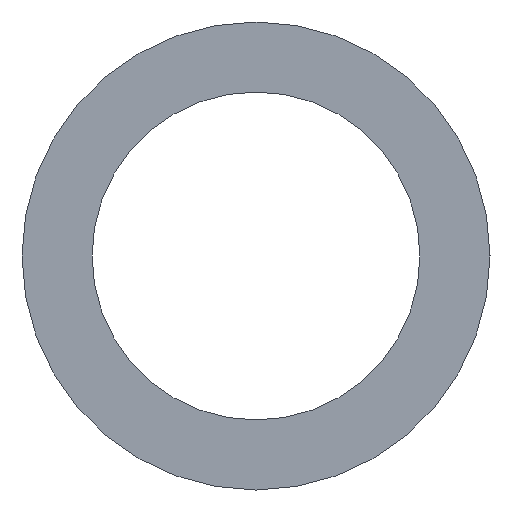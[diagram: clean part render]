
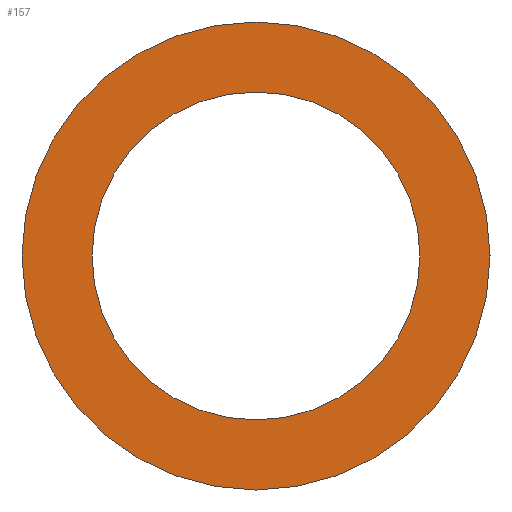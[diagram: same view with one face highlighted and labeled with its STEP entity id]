
A CAD part, left-side view. The second image highlights one B-rep face of the part: STEP entity #157.
In plain terms, the highlighted planar face has unit normal (-1, 0, 0).
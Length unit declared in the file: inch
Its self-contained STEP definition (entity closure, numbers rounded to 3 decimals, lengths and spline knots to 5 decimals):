
#5 = DIRECTION ( 'NONE',  ( 0., 0., -1. ) ) ;
#6 = PLANE ( 'NONE',  #184 ) ;
#20 = VERTEX_POINT ( 'NONE', #21 ) ;
#21 = CARTESIAN_POINT ( 'NONE',  ( 0., 0., -0.3375 ) ) ;
#22 = AXIS2_PLACEMENT_3D ( 'NONE', #39, #77, #91 ) ;
#28 = CARTESIAN_POINT ( 'NONE',  ( 0., 0., 0. ) ) ;
#31 = CIRCLE ( 'NONE', #131, 0.3375 ) ;
#35 = ORIENTED_EDGE ( 'NONE', *, *, #172, .F. ) ;
#36 = DIRECTION ( 'NONE',  ( 0., 0., -1. ) ) ;
#39 = CARTESIAN_POINT ( 'NONE',  ( 0., 0., 0. ) ) ;
#42 = DIRECTION ( 'NONE',  ( 0., 0., -1. ) ) ;
#43 = FACE_BOUND ( 'NONE', #206, .T. ) ;
#52 = DIRECTION ( 'NONE',  ( 1., 0., 0. ) ) ;
#53 = EDGE_CURVE ( 'NONE', #73, #95, #112, .T. ) ;
#54 = ORIENTED_EDGE ( 'NONE', *, *, #53, .T. ) ;
#55 = CARTESIAN_POINT ( 'NONE',  ( 0., 0., 0.2365 ) ) ;
#57 = CIRCLE ( 'NONE', #22, 0.2365 ) ;
#73 = VERTEX_POINT ( 'NONE', #107 ) ;
#77 = DIRECTION ( 'NONE',  ( 1., 0., 0. ) ) ;
#78 = DIRECTION ( 'NONE',  ( 0., 0., -1. ) ) ;
#80 = EDGE_CURVE ( 'NONE', #158, #20, #31, .T. ) ;
#82 = ORIENTED_EDGE ( 'NONE', *, *, #80, .F. ) ;
#91 = DIRECTION ( 'NONE',  ( 0., 0., -1. ) ) ;
#93 = AXIS2_PLACEMENT_3D ( 'NONE', #28, #212, #78 ) ;
#95 = VERTEX_POINT ( 'NONE', #55 ) ;
#100 = EDGE_LOOP ( 'NONE', ( #82, #35 ) ) ;
#107 = CARTESIAN_POINT ( 'NONE',  ( 0., 0., -0.2365 ) ) ;
#112 = CIRCLE ( 'NONE', #93, 0.2365 ) ;
#131 = AXIS2_PLACEMENT_3D ( 'NONE', #211, #52, #5 ) ;
#132 = CIRCLE ( 'NONE', #156, 0.3375 ) ;
#138 = DIRECTION ( 'NONE',  ( 1., 0., 0. ) ) ;
#143 = CARTESIAN_POINT ( 'NONE',  ( 0., 0., 0.3375 ) ) ;
#153 = EDGE_CURVE ( 'NONE', #95, #73, #57, .T. ) ;
#156 = AXIS2_PLACEMENT_3D ( 'NONE', #166, #214, #42 ) ;
#157 = ADVANCED_FACE ( 'NONE', ( #186, #43 ), #6, .F. ) ;
#158 = VERTEX_POINT ( 'NONE', #143 ) ;
#160 = ORIENTED_EDGE ( 'NONE', *, *, #153, .T. ) ;
#166 = CARTESIAN_POINT ( 'NONE',  ( 0., 0., 0. ) ) ;
#172 = EDGE_CURVE ( 'NONE', #20, #158, #132, .T. ) ;
#184 = AXIS2_PLACEMENT_3D ( 'NONE', #213, #138, #36 ) ;
#186 = FACE_OUTER_BOUND ( 'NONE', #100, .T. ) ;
#206 = EDGE_LOOP ( 'NONE', ( #160, #54 ) ) ;
#211 = CARTESIAN_POINT ( 'NONE',  ( 0., 0., 0. ) ) ;
#212 = DIRECTION ( 'NONE',  ( 1., 0., 0. ) ) ;
#213 = CARTESIAN_POINT ( 'NONE',  ( 0., 0., 0. ) ) ;
#214 = DIRECTION ( 'NONE',  ( 1., 0., 0. ) ) ;
